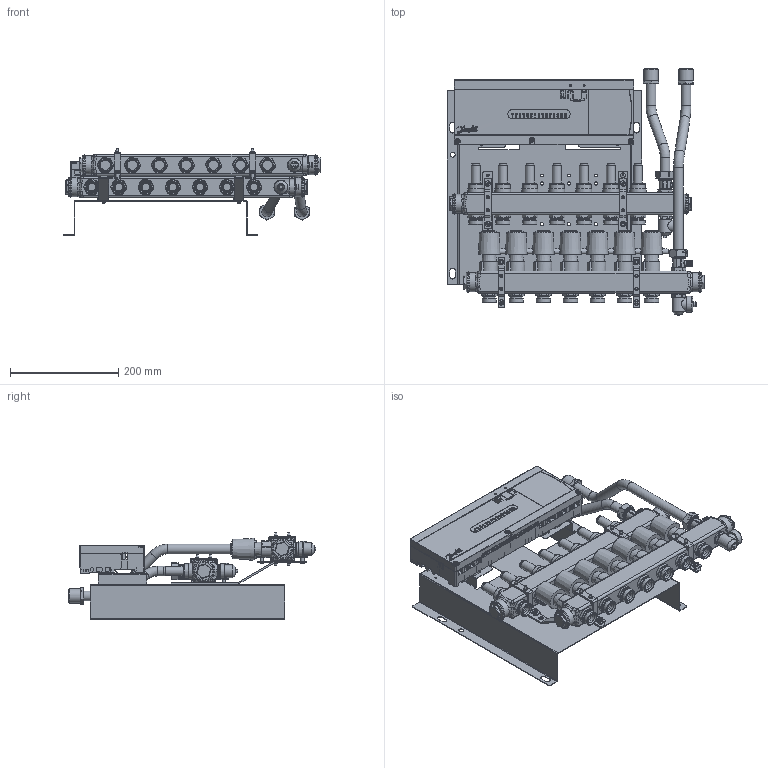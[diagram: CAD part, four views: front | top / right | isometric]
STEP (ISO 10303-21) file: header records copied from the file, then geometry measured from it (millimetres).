
FILE_DESCRIPTION (( 'STEP AP214' ), '1' );
FILE_NAME ('145H1947.STEP', '2024-08-27T07:07:31', ( '' ), ( '' ), 'SwSTEP 2.0', 'SolidWorks 2023', '' );
FILE_SCHEMA (( 'AUTOMOTIVE_DESIGN' ));
Length unit declared in the file: millimetre
Products named in the file (1): 145H1947
Bounding box: 476.25 x 458.37 x 161 mm (x, y, z)
Surface area: 930295.3 mm2 (no closed solid volume)
Topology: 0 solids, 264 shells, 2742 faces, 14652 edges, 11704 vertices
Faces by surface type: plane 1644, cylinder 562, cone 269, bspline 145, torus 113, sphere 9
Full cylindrical faces by diameter (mm): 2 x2, 2.043 x1, 3.3 x3, 4.2 x2, 5 x12, 6 x25, 7 x2, 8.7 x2, 9 x1, 10 x7, 14 x7, 16 x2, 16.6 x7, 18 x6, 18.75 x1, 18.755 x10, 21 x7, 22 x16, 23.75 x2, 24 x2, 26 x2, 26.44 x14, 26.441 x2, 26.68 x7, 29 x2, 29.86 x7, 35.2 x4, 35.8 x4
Entity records: 198576 total; most frequent: CARTESIAN_POINT 63822, DIRECTION 19083, ORIENTED_EDGE 18640, EDGE_CURVE 14219, VERTEX_POINT 11633, LINE 8923, VECTOR 8923, AXIS2_PLACEMENT_3D 5080
